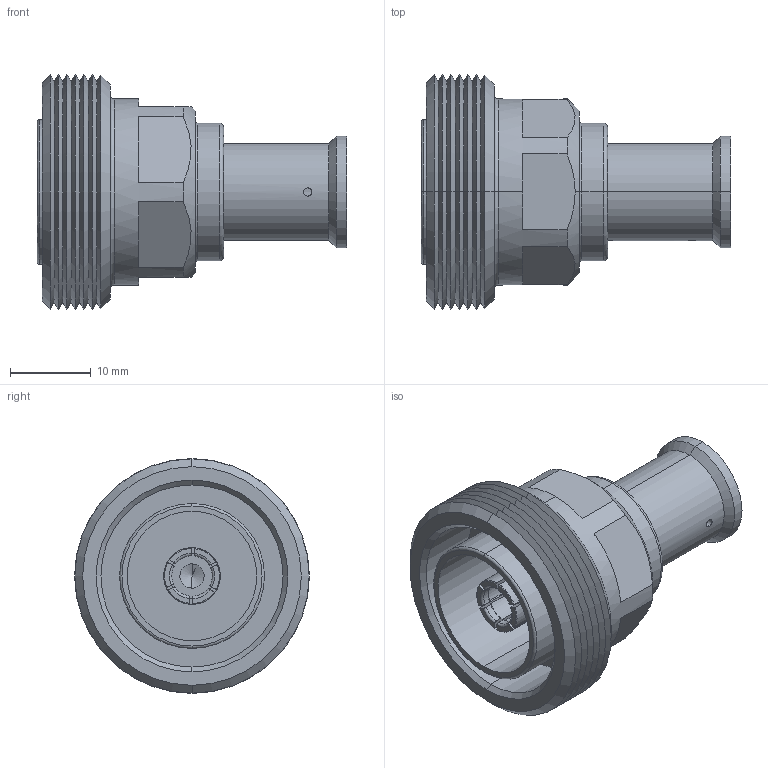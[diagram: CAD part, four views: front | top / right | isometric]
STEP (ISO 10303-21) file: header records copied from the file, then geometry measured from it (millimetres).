
FILE_DESCRIPTION (( 'STEP AP214' ), '1' );
FILE_NAME ('TC-375-716F-LP-LC_3D.STEP', '2021-09-27T20:03:38', ( '' ), ( '' ), 'SwSTEP 2.0', 'SolidWorks 2021', '' );
FILE_SCHEMA (( 'AUTOMOTIVE_DESIGN' ));
Length unit declared in the file: inch
Products named in the file (1): TC-375-716F-LP-LC_3D
Bounding box: 38.2 x 29 x 29 mm (x, y, z)
Volume: 7770.6 mm3; surface area: 6233.3 mm2
Topology: 1 solids, 1 shells, 138 faces, 342 edges, 213 vertices
Faces by surface type: plane 46, cone 44, cylinder 28, torus 20
Entity records: 4583 total; most frequent: CARTESIAN_POINT 1237, DIRECTION 724, ORIENTED_EDGE 680, EDGE_CURVE 340, AXIS2_PLACEMENT_3D 293, VERTEX_POINT 213, CIRCLE 154, EDGE_LOOP 149
